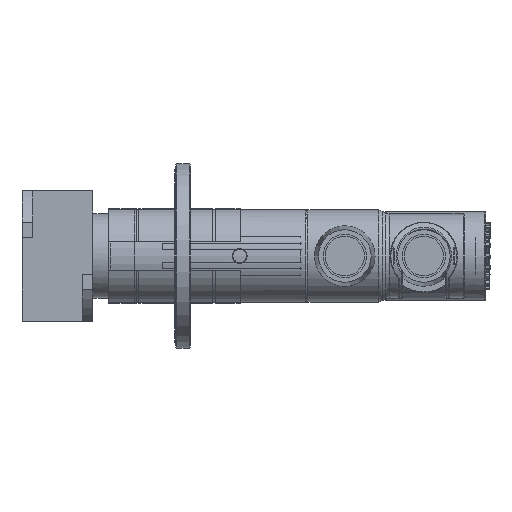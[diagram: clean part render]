
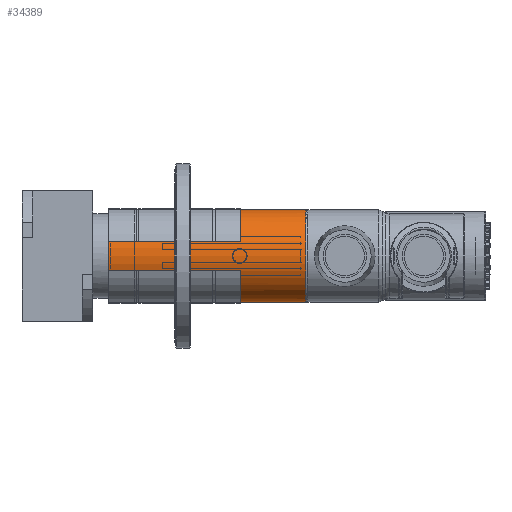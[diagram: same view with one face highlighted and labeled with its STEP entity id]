
A CAD part, front view. The second image highlights one B-rep face of the part: STEP entity #34389.
In plain terms, the highlighted cylindrical face has radius 17.75 mm (diameter 35.5 mm), a full revolution.
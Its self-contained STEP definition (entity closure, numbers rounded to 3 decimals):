
#895=B_SPLINE_CURVE_WITH_KNOTS('',3,(#48845,#48846,#48847,#48848,#48849),
 .UNSPECIFIED.,.F.,.F.,(4,1,4),(0.,0.001,
0.002),.UNSPECIFIED.);
#897=B_SPLINE_CURVE_WITH_KNOTS('',3,(#48876,#48877,#48878,#48879,#48880),
 .UNSPECIFIED.,.F.,.F.,(4,1,4),(0.,0.001,0.002),
 .UNSPECIFIED.);
#1416=LINE('',#48886,#2959);
#1420=LINE('',#48902,#2963);
#2959=VECTOR('',#40023,1000.);
#2963=VECTOR('',#40045,1000.);
#4549=CYLINDRICAL_SURFACE('',#36605,17.75);
#6070=ORIENTED_EDGE('',*,*,#13205,.T.);
#6071=ORIENTED_EDGE('',*,*,#13190,.T.);
#6072=ORIENTED_EDGE('',*,*,#13187,.T.);
#6073=ORIENTED_EDGE('',*,*,#13194,.T.);
#6074=ORIENTED_EDGE('',*,*,#13197,.T.);
#6075=ORIENTED_EDGE('',*,*,#13208,.F.);
#6076=ORIENTED_EDGE('',*,*,#13505,.F.);
#13187=EDGE_CURVE('',#17079,#17080,#19543,.T.);
#13190=EDGE_CURVE('',#17081,#17079,#895,.T.);
#13194=EDGE_CURVE('',#17080,#17084,#897,.T.);
#13197=EDGE_CURVE('',#17084,#17086,#1416,.T.);
#13205=EDGE_CURVE('',#17090,#17081,#1420,.T.);
#13208=EDGE_CURVE('',#17090,#17086,#19553,.T.);
#13505=EDGE_CURVE('',#17263,#17263,#19723,.T.);
#17079=VERTEX_POINT('',#48817);
#17080=VERTEX_POINT('',#48819);
#17081=VERTEX_POINT('',#48837);
#17084=VERTEX_POINT('',#48875);
#17086=VERTEX_POINT('',#48885);
#17090=VERTEX_POINT('',#48903);
#17263=VERTEX_POINT('',#49904);
#19543=CIRCLE('',#36290,17.75);
#19553=CIRCLE('',#36309,17.75);
#19723=CIRCLE('',#36604,17.75);
#21423=EDGE_LOOP('',(#6070,#6071,#6072,#6073,#6074,#6075));
#21424=EDGE_LOOP('',(#6076));
#23744=FACE_BOUND('',#21423,.T.);
#23745=FACE_BOUND('',#21424,.T.);
#34389=ADVANCED_FACE('',(#23744,#23745),#4549,.T.);
#36290=AXIS2_PLACEMENT_3D('',#48820,#40009,#40010);
#36309=AXIS2_PLACEMENT_3D('',#48908,#40054,#40055);
#36604=AXIS2_PLACEMENT_3D('',#49903,#40736,#40737);
#36605=AXIS2_PLACEMENT_3D('',#49905,#40738,#40739);
#40009=DIRECTION('',(0.,-1.,0.));
#40010=DIRECTION('',(0.725,0.,-0.689));
#40023=DIRECTION('',(0.,1.,0.));
#40045=DIRECTION('',(0.,-1.,0.));
#40054=DIRECTION('',(0.,1.,0.));
#40055=DIRECTION('',(0.667,0.,-0.745));
#40736=DIRECTION('',(0.,-1.,0.));
#40737=DIRECTION('',(-1.,0.,0.));
#40738=DIRECTION('',(0.,-1.,0.));
#40739=DIRECTION('',(-1.,0.,0.));
#48817=CARTESIAN_POINT('',(12.862,63.,-12.232));
#48819=CARTESIAN_POINT('',(12.862,63.,12.232));
#48820=CARTESIAN_POINT('',(0.,63.,0.));
#48837=CARTESIAN_POINT('',(11.833,64.,-13.23));
#48845=CARTESIAN_POINT('',(11.833,64.,-13.23));
#48846=CARTESIAN_POINT('',(11.833,63.674,-13.23));
#48847=CARTESIAN_POINT('',(12.178,63.12,-12.923));
#48848=CARTESIAN_POINT('',(12.64,63.,-12.466));
#48849=CARTESIAN_POINT('',(12.862,63.,-12.232));
#48875=CARTESIAN_POINT('',(11.833,64.,13.23));
#48876=CARTESIAN_POINT('',(12.862,63.,12.232));
#48877=CARTESIAN_POINT('',(12.64,63.,12.466));
#48878=CARTESIAN_POINT('',(12.178,63.12,12.924));
#48879=CARTESIAN_POINT('',(11.833,63.674,13.23));
#48880=CARTESIAN_POINT('',(11.833,64.,13.23));
#48885=CARTESIAN_POINT('',(11.833,78.,13.23));
#48886=CARTESIAN_POINT('',(11.833,64.,13.23));
#48902=CARTESIAN_POINT('',(11.833,78.,-13.23));
#48903=CARTESIAN_POINT('',(11.833,78.,-13.23));
#48908=CARTESIAN_POINT('',(0.,78.,0.));
#49903=CARTESIAN_POINT('',(0.,3.,0.));
#49904=CARTESIAN_POINT('',(-17.75,3.,0.));
#49905=CARTESIAN_POINT('',(0.,75.075,0.));
